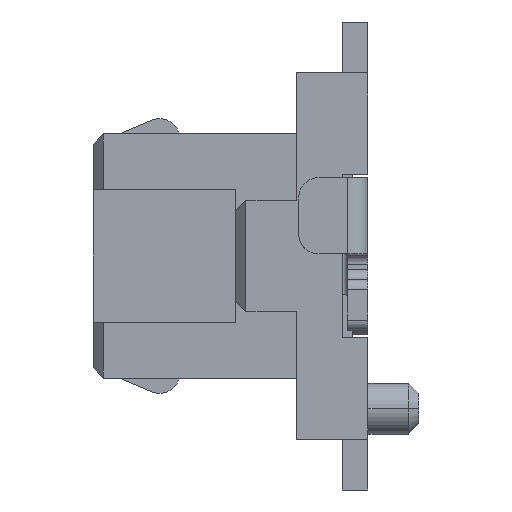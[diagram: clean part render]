
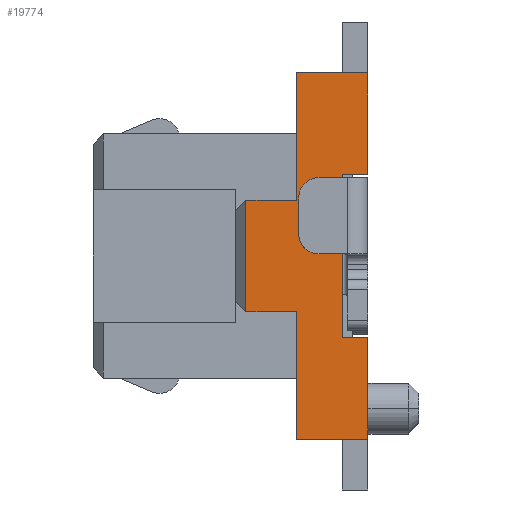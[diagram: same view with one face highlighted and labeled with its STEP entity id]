
A CAD part, left-side view. The second image highlights one B-rep face of the part: STEP entity #19774.
In plain terms, the highlighted planar face has unit normal (-1, 0, 0).
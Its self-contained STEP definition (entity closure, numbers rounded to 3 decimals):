
#272=DIRECTION('',(0.,0.,1.));
#273=VECTOR('',#272,0.3);
#274=CARTESIAN_POINT('',(-7.3,0.,-1.8));
#275=LINE('82880',#274,#273);
#286=DIRECTION('',(0.,0.,1.));
#287=VECTOR('',#286,0.7);
#288=CARTESIAN_POINT('',(-7.3,0.,-1.5));
#289=LINE('82997',#288,#287);
#294=DIRECTION('',(0.,0.,1.));
#295=VECTOR('',#294,1.);
#296=CARTESIAN_POINT('',(-7.3,0.,0.8));
#297=LINE('82998',#296,#295);
#3822=DIRECTION('',(0.,1.,0.));
#3823=VECTOR('',#3822,0.7);
#3824=CARTESIAN_POINT('',(-7.3,0.,1.8));
#3825=LINE('158',#3824,#3823);
#4426=DIRECTION('',(0.,0.,1.));
#4427=VECTOR('',#4426,1.6);
#4428=CARTESIAN_POINT('',(-7.3,0.25,-0.8));
#4429=LINE('82973',#4428,#4427);
#4430=DIRECTION('',(0.,1.,0.));
#4431=VECTOR('',#4430,0.25);
#4432=CARTESIAN_POINT('',(-7.3,0.,-0.8));
#4433=LINE('82974',#4432,#4431);
#4434=DIRECTION('',(0.,1.,0.));
#4435=VECTOR('',#4434,0.7);
#4436=CARTESIAN_POINT('',(-7.3,0.,-1.8));
#4437=LINE('157',#4436,#4435);
#4438=DIRECTION('',(0.,0.,1.));
#4439=VECTOR('',#4438,1.25);
#4440=CARTESIAN_POINT('',(-7.3,0.7,-1.8));
#4441=LINE('145',#4440,#4439);
#4442=DIRECTION('',(0.,-1.,0.));
#4443=VECTOR('',#4442,0.5);
#4444=CARTESIAN_POINT('',(-7.3,1.2,-0.55));
#4445=LINE('816',#4444,#4443);
#4446=DIRECTION('',(0.,0.,-1.));
#4447=VECTOR('',#4446,1.1);
#4448=CARTESIAN_POINT('',(-7.3,1.2,0.55));
#4449=LINE('793',#4448,#4447);
#4450=DIRECTION('',(0.,-1.,0.));
#4451=VECTOR('',#4450,0.5);
#4452=CARTESIAN_POINT('',(-7.3,1.2,0.55));
#4453=LINE('817',#4452,#4451);
#4454=DIRECTION('',(0.,0.,1.));
#4455=VECTOR('',#4454,1.25);
#4456=CARTESIAN_POINT('',(-7.3,0.7,0.55));
#4457=LINE('146',#4456,#4455);
#4458=DIRECTION('',(0.,1.,0.));
#4459=VECTOR('',#4458,0.25);
#4460=CARTESIAN_POINT('',(-7.3,0.,0.8));
#4461=LINE('82975',#4460,#4459);
#12690=CARTESIAN_POINT('',(-7.3,0.7,-1.8));
#12691=CARTESIAN_POINT('',(-7.3,0.7,-0.55));
#12692=VERTEX_POINT('',#12690);
#12693=VERTEX_POINT('',#12691);
#12694=CARTESIAN_POINT('',(-7.3,0.7,0.55));
#12695=CARTESIAN_POINT('',(-7.3,0.7,1.8));
#12696=VERTEX_POINT('',#12694);
#12697=VERTEX_POINT('',#12695);
#12706=CARTESIAN_POINT('',(-7.3,0.,-1.8));
#12707=VERTEX_POINT('',#12706);
#12708=CARTESIAN_POINT('',(-7.3,0.,1.8));
#12709=VERTEX_POINT('',#12708);
#12907=CARTESIAN_POINT('',(-7.3,1.2,0.55));
#12909=VERTEX_POINT('',#12907);
#12916=CARTESIAN_POINT('',(-7.3,1.2,-0.55));
#12917=VERTEX_POINT('',#12916);
#16623=CARTESIAN_POINT('',(-7.3,0.,-1.5));
#16625=VERTEX_POINT('',#16623);
#16650=CARTESIAN_POINT('',(-7.3,0.,-0.8));
#16652=VERTEX_POINT('',#16650);
#16654=CARTESIAN_POINT('',(-7.3,0.,0.8));
#16656=VERTEX_POINT('',#16654);
#16658=CARTESIAN_POINT('',(-7.3,0.25,-0.8));
#16659=CARTESIAN_POINT('',(-7.3,0.25,0.8));
#16660=VERTEX_POINT('',#16658);
#16661=VERTEX_POINT('',#16659);
#19750=CARTESIAN_POINT('',(-7.3,0.,-1.8));
#19751=DIRECTION('',(-1.,0.,0.));
#19752=DIRECTION('',(0.,0.,1.));
#19753=AXIS2_PLACEMENT_3D('',#19750,#19751,#19752);
#19754=PLANE('52',#19753);
#19755=ORIENTED_EDGE('82973',*,*,#16896,.F.);
#19756=ORIENTED_EDGE('82974',*,*,#19740,.F.);
#19757=ORIENTED_EDGE('82997',*,*,#16793,.F.);
#19758=ORIENTED_EDGE('82880',*,*,#16787,.F.);
#19759=ORIENTED_EDGE('157',*,*,#18550,.T.);
#19760=ORIENTED_EDGE('145',*,*,#19180,.T.);
#19762=ORIENTED_EDGE('816',*,*,#19761,.F.);
#19764=ORIENTED_EDGE('793',*,*,#19763,.F.);
#19766=ORIENTED_EDGE('817',*,*,#19765,.T.);
#19767=ORIENTED_EDGE('146',*,*,#19157,.T.);
#19768=ORIENTED_EDGE('158',*,*,#19424,.F.);
#19769=ORIENTED_EDGE('82998',*,*,#16805,.F.);
#19771=ORIENTED_EDGE('82975',*,*,#19770,.T.);
#19772=EDGE_LOOP('52',(#19755,#19756,#19757,#19758,#19759,#19760,#19762,#19764,
#19766,#19767,#19768,#19769,#19771));
#19773=FACE_OUTER_BOUND('52',#19772,.F.);
#16787=EDGE_CURVE('82880',#12707,#16625,#275,.T.);
#16793=EDGE_CURVE('82997',#16625,#16652,#289,.T.);
#16805=EDGE_CURVE('82998',#16656,#12709,#297,.T.);
#16896=EDGE_CURVE('82973',#16660,#16661,#4429,.T.);
#18550=EDGE_CURVE('157',#12707,#12692,#4437,.T.);
#19157=EDGE_CURVE('146',#12696,#12697,#4457,.T.);
#19180=EDGE_CURVE('145',#12692,#12693,#4441,.T.);
#19424=EDGE_CURVE('158',#12709,#12697,#3825,.T.);
#19740=EDGE_CURVE('82974',#16652,#16660,#4433,.T.);
#19761=EDGE_CURVE('816',#12917,#12693,#4445,.T.);
#19763=EDGE_CURVE('793',#12909,#12917,#4449,.T.);
#19765=EDGE_CURVE('817',#12909,#12696,#4453,.T.);
#19770=EDGE_CURVE('82975',#16656,#16661,#4461,.T.);
#19774=ADVANCED_FACE('52',(#19773),#19754,.T.);
